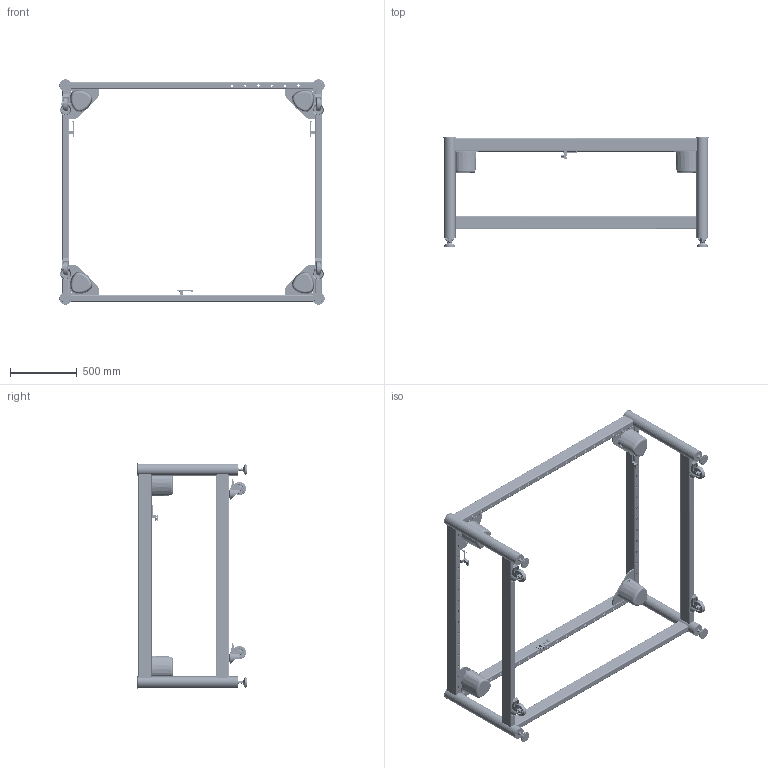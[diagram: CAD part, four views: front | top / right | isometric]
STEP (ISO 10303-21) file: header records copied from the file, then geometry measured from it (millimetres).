
FILE_DESCRIPTION (( 'STEP AP203' ), '1' );
FILE_NAME ('SDA150180.STEP', '2011-06-21T13:32:31', ( '' ), ( '' ), 'SwSTEP 2.0', 'SolidWorks 2011', '' );
FILE_SCHEMA (( 'CONFIG_CONTROL_DESIGN' ));
Products named in the file (1): SDA150180
Bounding box: 1995 x 821 x 1695 mm (x, y, z)
Volume: 18409974.6 mm3; surface area: 10044627.8 mm2
Topology: 164 solids, 164 shells, 6664 faces, 14968 edges, 8948 vertices
Faces by surface type: plane 2600, cylinder 1879, cone 1636, bspline 272, torus 188, sphere 89
Entity records: 205100 total; most frequent: CARTESIAN_POINT 58340, DIRECTION 31165, ORIENTED_EDGE 29794, EDGE_CURVE 14897, AXIS2_PLACEMENT_3D 12719, VERTEX_POINT 8924, EDGE_LOOP 7643, FACE_OUTER_BOUND 6664
